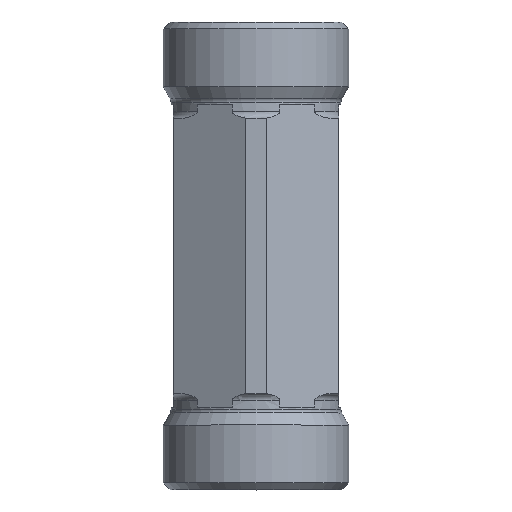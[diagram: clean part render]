
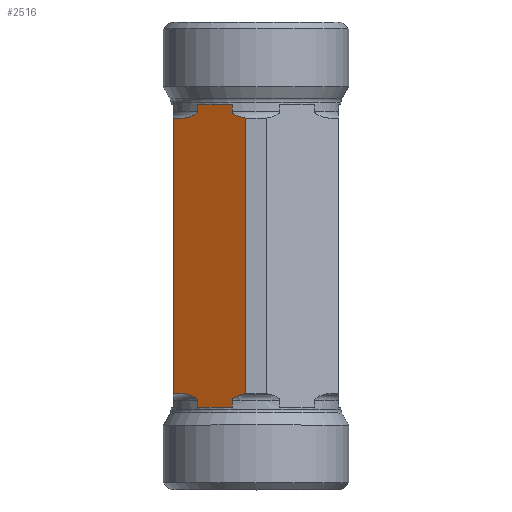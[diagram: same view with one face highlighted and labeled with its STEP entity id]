
A CAD part, top view. The second image highlights one B-rep face of the part: STEP entity #2516.
In plain terms, the highlighted planar face has unit normal (-0.5, 0, 0.866).
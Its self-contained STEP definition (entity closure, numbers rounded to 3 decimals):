
#488=CARTESIAN_POINT('',(-30.485,-10.456,28.928));
#489=VERTEX_POINT('',#488);
#496=CARTESIAN_POINT('',(-30.485,29.544,28.928));
#497=VERTEX_POINT('',#496);
#498=CARTESIAN_POINT('',(-30.485,29.544,28.928));
#499=DIRECTION('',(0.0,-1.0,0.0));
#500=VECTOR('',#499,40.);
#501=LINE('',#498,#500);
#502=EDGE_CURVE('',#497,#489,#501,.T.);
#1007=CARTESIAN_POINT('',(-19.985,29.582,34.99));
#1008=VERTEX_POINT('',#1007);
#1009=CARTESIAN_POINT('',(-21.956,30.544,33.852));
#1010=VERTEX_POINT('',#1009);
#1011=CARTESIAN_POINT('',(-19.985,29.582,34.99));
#1012=CARTESIAN_POINT('',(-20.47,29.645,34.71));
#1013=CARTESIAN_POINT('',(-20.973,29.781,34.42));
#1014=CARTESIAN_POINT('',(-21.551,30.064,34.086));
#1015=CARTESIAN_POINT('',(-21.739,30.169,33.978));
#1016=CARTESIAN_POINT('',(-21.889,30.348,33.891));
#1017=CARTESIAN_POINT('',(-21.919,30.394,33.874));
#1018=CARTESIAN_POINT('',(-21.948,30.469,33.857));
#1019=CARTESIAN_POINT('',(-21.956,30.509,33.852));
#1020=CARTESIAN_POINT('',(-21.956,30.544,33.852));
#1021=B_SPLINE_CURVE_WITH_KNOTS('',3,(#1011,#1012,#1013,#1014,#1015,#1016,#1017,#1018,#1019,#1020),.UNSPECIFIED.,.F.,.U.,(4,2,2,2,4),(0.294,0.452,0.512,0.526,0.537),.UNSPECIFIED.);
#1022=EDGE_CURVE('',#1008,#1010,#1021,.T.);
#1106=CARTESIAN_POINT('',(-27.013,31.544,30.933));
#1107=VERTEX_POINT('',#1106);
#1108=CARTESIAN_POINT('',(-27.013,30.544,30.933));
#1109=VERTEX_POINT('',#1108);
#1110=CARTESIAN_POINT('',(-27.013,31.544,30.933));
#1111=DIRECTION('',(0.0,-1.0,0.0));
#1112=VECTOR('',#1111,1.0);
#1113=LINE('',#1110,#1112);
#1114=EDGE_CURVE('',#1107,#1109,#1113,.T.);
#1116=CARTESIAN_POINT('',(-21.956,31.544,33.852));
#1117=VERTEX_POINT('',#1116);
#1125=CARTESIAN_POINT('',(-21.956,30.544,33.852));
#1126=DIRECTION('',(0.0,1.0,0.0));
#1127=VECTOR('',#1126,1.0);
#1128=LINE('',#1125,#1127);
#1129=EDGE_CURVE('',#1010,#1117,#1128,.T.);
#1255=CARTESIAN_POINT('',(-29.551,29.544,29.467));
#1256=VERTEX_POINT('',#1255);
#1257=CARTESIAN_POINT('',(-27.013,30.544,30.933));
#1258=CARTESIAN_POINT('',(-27.013,30.509,30.933));
#1259=CARTESIAN_POINT('',(-27.021,30.469,30.928));
#1260=CARTESIAN_POINT('',(-27.051,30.394,30.911));
#1261=CARTESIAN_POINT('',(-27.081,30.348,30.893));
#1262=CARTESIAN_POINT('',(-27.23,30.169,30.807));
#1263=CARTESIAN_POINT('',(-27.418,30.064,30.699));
#1264=CARTESIAN_POINT('',(-28.164,29.699,30.268));
#1265=CARTESIAN_POINT('',(-28.915,29.544,29.834));
#1266=CARTESIAN_POINT('',(-29.551,29.544,29.467));
#1267=B_SPLINE_CURVE_WITH_KNOTS('',3,(#1257,#1258,#1259,#1260,#1261,#1262,#1263,#1264,#1265,#1266),.UNSPECIFIED.,.F.,.U.,(4,2,2,2,4),(0.537,0.547,0.561,0.622,0.842),.UNSPECIFIED.);
#1268=EDGE_CURVE('',#1109,#1256,#1267,.T.);
#1505=CARTESIAN_POINT('',(-29.551,29.544,29.467));
#1506=DIRECTION('',(-0.866,0.0,-0.5));
#1507=VECTOR('',#1506,1.078);
#1508=LINE('',#1505,#1507);
#1509=EDGE_CURVE('',#1256,#497,#1508,.T.);
#1536=CARTESIAN_POINT('',(-21.956,31.544,33.852));
#1537=DIRECTION('',(-0.866,0.0,-0.5));
#1538=VECTOR('',#1537,5.839);
#1539=LINE('',#1536,#1538);
#1540=EDGE_CURVE('',#1117,#1107,#1539,.T.);
#1971=CARTESIAN_POINT('',(-21.956,-11.456,33.852));
#1972=VERTEX_POINT('',#1971);
#1973=CARTESIAN_POINT('',(-19.985,-10.494,34.99));
#1974=VERTEX_POINT('',#1973);
#1975=CARTESIAN_POINT('',(-21.956,-11.456,33.852));
#1976=CARTESIAN_POINT('',(-21.956,-11.413,33.852));
#1977=CARTESIAN_POINT('',(-21.943,-11.364,33.86));
#1978=CARTESIAN_POINT('',(-21.897,-11.266,33.886));
#1979=CARTESIAN_POINT('',(-21.848,-11.208,33.915));
#1980=CARTESIAN_POINT('',(-21.596,-10.969,34.06));
#1981=CARTESIAN_POINT('',(-21.293,-10.842,34.235));
#1982=CARTESIAN_POINT('',(-20.717,-10.633,34.567));
#1983=CARTESIAN_POINT('',(-20.347,-10.541,34.781));
#1984=CARTESIAN_POINT('',(-19.985,-10.494,34.99));
#1985=B_SPLINE_CURVE_WITH_KNOTS('',3,(#1975,#1976,#1977,#1978,#1979,#1980,#1981,#1982,#1983,#1984),.UNSPECIFIED.,.F.,.U.,(4,2,2,2,4),(0.537,0.549,0.57,0.663,0.779),.UNSPECIFIED.);
#1986=EDGE_CURVE('',#1972,#1974,#1985,.T.);
#2142=CARTESIAN_POINT('',(-27.013,-11.456,30.933));
#2143=VERTEX_POINT('',#2142);
#2151=CARTESIAN_POINT('',(-29.551,-10.456,29.467));
#2152=VERTEX_POINT('',#2151);
#2153=CARTESIAN_POINT('',(-29.551,-10.456,29.467));
#2154=CARTESIAN_POINT('',(-29.035,-10.456,29.765));
#2155=CARTESIAN_POINT('',(-28.424,-10.57,30.118));
#2156=CARTESIAN_POINT('',(-27.676,-10.842,30.55));
#2157=CARTESIAN_POINT('',(-27.374,-10.969,30.724));
#2158=CARTESIAN_POINT('',(-27.121,-11.208,30.87));
#2159=CARTESIAN_POINT('',(-27.072,-11.266,30.898));
#2160=CARTESIAN_POINT('',(-27.026,-11.364,30.925));
#2161=CARTESIAN_POINT('',(-27.013,-11.413,30.933));
#2162=CARTESIAN_POINT('',(-27.013,-11.456,30.933));
#2163=B_SPLINE_CURVE_WITH_KNOTS('',3,(#2153,#2154,#2155,#2156,#2157,#2158,#2159,#2160,#2161,#2162),.UNSPECIFIED.,.F.,.U.,(4,2,2,2,4),(0.232,0.411,0.504,0.524,0.537),.UNSPECIFIED.);
#2164=EDGE_CURVE('',#2152,#2143,#2163,.T.);
#2375=CARTESIAN_POINT('',(-21.956,-12.456,33.852));
#2376=VERTEX_POINT('',#2375);
#2377=CARTESIAN_POINT('',(-21.956,-12.456,33.852));
#2378=DIRECTION('',(0.0,1.0,0.0));
#2379=VECTOR('',#2378,1.);
#2380=LINE('',#2377,#2379);
#2381=EDGE_CURVE('',#2376,#1972,#2380,.T.);
#2383=CARTESIAN_POINT('',(-27.013,-12.456,30.933));
#2384=VERTEX_POINT('',#2383);
#2392=CARTESIAN_POINT('',(-27.013,-11.456,30.933));
#2393=DIRECTION('',(0.0,-1.0,0.0));
#2394=VECTOR('',#2393,1.);
#2395=LINE('',#2392,#2394);
#2396=EDGE_CURVE('',#2143,#2384,#2395,.T.);
#2480=CARTESIAN_POINT('',(-30.485,9.544,28.928));
#2481=DIRECTION('',(-0.5,0.0,0.866));
#2482=DIRECTION('',(0.866,0.0,0.5));
#2483=AXIS2_PLACEMENT_3D('',#2480,#2481,#2482);
#2484=PLANE('',#2483);
#2485=ORIENTED_EDGE('',*,*,#1509,.T.);
#2486=ORIENTED_EDGE('',*,*,#502,.T.);
#2487=CARTESIAN_POINT('',(-30.485,-10.456,28.928));
#2488=DIRECTION('',(0.866,0.0,0.5));
#2489=VECTOR('',#2488,1.078);
#2490=LINE('',#2487,#2489);
#2491=EDGE_CURVE('',#489,#2152,#2490,.T.);
#2492=ORIENTED_EDGE('',*,*,#2491,.T.);
#2493=ORIENTED_EDGE('',*,*,#2164,.T.);
#2494=ORIENTED_EDGE('',*,*,#2396,.T.);
#2495=CARTESIAN_POINT('',(-27.013,-12.456,30.933));
#2496=DIRECTION('',(0.866,0.0,0.5));
#2497=VECTOR('',#2496,5.839);
#2498=LINE('',#2495,#2497);
#2499=EDGE_CURVE('',#2384,#2376,#2498,.T.);
#2500=ORIENTED_EDGE('',*,*,#2499,.T.);
#2501=ORIENTED_EDGE('',*,*,#2381,.T.);
#2502=ORIENTED_EDGE('',*,*,#1986,.T.);
#2503=CARTESIAN_POINT('',(-19.985,29.582,34.99));
#2504=DIRECTION('',(0.0,-1.0,0.0));
#2505=VECTOR('',#2504,40.076);
#2506=LINE('',#2503,#2505);
#2507=EDGE_CURVE('',#1008,#1974,#2506,.T.);
#2508=ORIENTED_EDGE('',*,*,#2507,.F.);
#2509=ORIENTED_EDGE('',*,*,#1022,.T.);
#2510=ORIENTED_EDGE('',*,*,#1129,.T.);
#2511=ORIENTED_EDGE('',*,*,#1540,.T.);
#2512=ORIENTED_EDGE('',*,*,#1114,.T.);
#2513=ORIENTED_EDGE('',*,*,#1268,.T.);
#2514=EDGE_LOOP('',(#2485,#2486,#2492,#2493,#2494,#2500,#2501,#2502,#2508,#2509,#2510,#2511,#2512,#2513));
#2515=FACE_OUTER_BOUND('',#2514,.T.);
#2516=ADVANCED_FACE('',(#2515),#2484,.T.);
